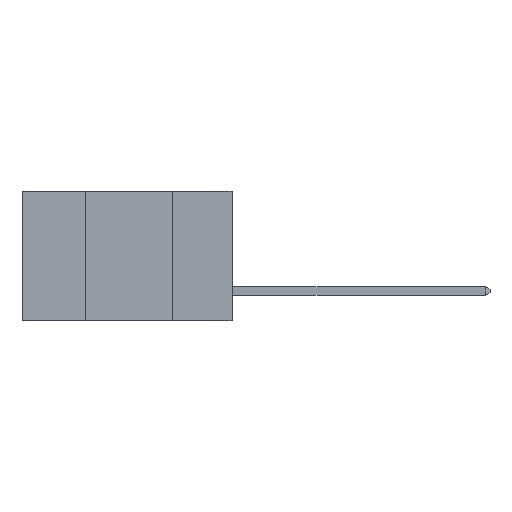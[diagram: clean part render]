
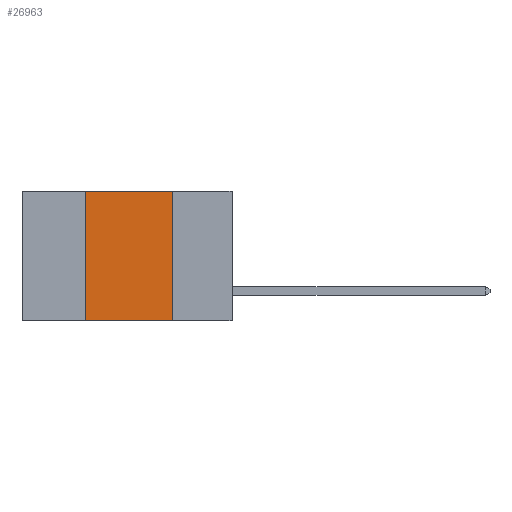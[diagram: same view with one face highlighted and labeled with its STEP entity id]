
A CAD part, left-side view. The second image highlights one B-rep face of the part: STEP entity #26963.
In plain terms, the highlighted planar face has unit normal (-1, 0, 0).
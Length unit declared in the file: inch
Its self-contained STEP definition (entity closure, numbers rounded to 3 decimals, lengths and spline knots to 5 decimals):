
#654 = CARTESIAN_POINT ( 'NONE',  ( 0., 0.42, 0. ) ) ;
#865 = LINE ( 'NONE', #28182, #3311 ) ;
#930 = DIRECTION ( 'NONE',  ( 1., 0., 0. ) ) ;
#3311 = VECTOR ( 'NONE', #17257, 39.37008 ) ;
#4388 = EDGE_CURVE ( 'NONE', #14981, #22215, #16198, .T. ) ;
#5129 = VECTOR ( 'NONE', #35398, 39.37008 ) ;
#8259 = EDGE_CURVE ( 'NONE', #17726, #31504, #27006, .T. ) ;
#8569 = DIRECTION ( 'NONE',  ( 0., -1., 0. ) ) ;
#8927 = ORIENTED_EDGE ( 'NONE', *, *, #4388, .F. ) ;
#8935 = VECTOR ( 'NONE', #32441, 39.37008 ) ;
#12042 = CARTESIAN_POINT ( 'NONE',  ( 0., 0.17, 0. ) ) ;
#13576 = CARTESIAN_POINT ( 'NONE',  ( 0., 0.17, 0. ) ) ;
#14981 = VERTEX_POINT ( 'NONE', #22861 ) ;
#15474 = EDGE_CURVE ( 'NONE', #14981, #31504, #19251, .T. ) ;
#16198 = LINE ( 'NONE', #29705, #8935 ) ;
#16329 = ORIENTED_EDGE ( 'NONE', *, *, #8259, .F. ) ;
#16639 = CARTESIAN_POINT ( 'NONE',  ( 0., 0.17, -0.37 ) ) ;
#17257 = DIRECTION ( 'NONE',  ( 0., -1., 0. ) ) ;
#17372 = PLANE ( 'NONE',  #26251 ) ;
#17726 = VERTEX_POINT ( 'NONE', #12042 ) ;
#18296 = EDGE_CURVE ( 'NONE', #22215, #17726, #865, .T. ) ;
#18890 = ORIENTED_EDGE ( 'NONE', *, *, #18296, .F. ) ;
#19251 = LINE ( 'NONE', #33161, #25711 ) ;
#20109 = EDGE_LOOP ( 'NONE', ( #16329, #18890, #8927, #21505 ) ) ;
#20115 = DIRECTION ( 'NONE',  ( 0., 0., -1. ) ) ;
#21505 = ORIENTED_EDGE ( 'NONE', *, *, #15474, .T. ) ;
#22215 = VERTEX_POINT ( 'NONE', #654 ) ;
#22861 = CARTESIAN_POINT ( 'NONE',  ( 0., 0.42, -0.37 ) ) ;
#25711 = VECTOR ( 'NONE', #8569, 39.37008 ) ;
#26251 = AXIS2_PLACEMENT_3D ( 'NONE', #31011, #930, #20115 ) ;
#26963 = ADVANCED_FACE ( 'NONE', ( #30419 ), #17372, .F. ) ;
#27006 = LINE ( 'NONE', #13576, #5129 ) ;
#28182 = CARTESIAN_POINT ( 'NONE',  ( 0., 0.6, 0. ) ) ;
#29705 = CARTESIAN_POINT ( 'NONE',  ( 0., 0.42, 0. ) ) ;
#30419 = FACE_OUTER_BOUND ( 'NONE', #20109, .T. ) ;
#31011 = CARTESIAN_POINT ( 'NONE',  ( 0., 0.6, 0. ) ) ;
#31504 = VERTEX_POINT ( 'NONE', #16639 ) ;
#32441 = DIRECTION ( 'NONE',  ( 0., 0., 1. ) ) ;
#33161 = CARTESIAN_POINT ( 'NONE',  ( 0., 0.6, -0.37 ) ) ;
#35398 = DIRECTION ( 'NONE',  ( 0., 0., -1. ) ) ;
